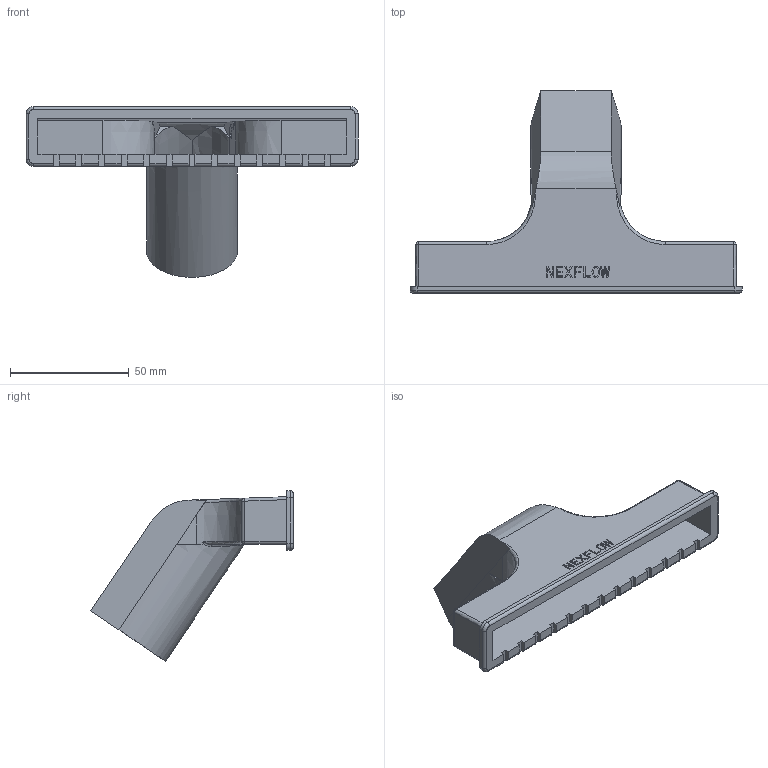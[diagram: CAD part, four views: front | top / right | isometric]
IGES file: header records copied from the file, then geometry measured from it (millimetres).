
Start section: START RECORD GO HERE.
Global section: file name: RAF4.igs; native system: DASSAULT SYSTEMES CATIA V5 R20 - www.3ds.com; preprocessor: CATIA Version 5 Release 20 ; author: DESIGNENG; organization: KJNDESIGN; date: 20150314.175437; units: millimetre
Bounding box: 139.5 x 85.05 x 71.65 mm (x, y, z)
Volume: 46015.3 mm3; surface area: 34946.5 mm2
Topology: 1 solids, 1 shells, 252 faces, 702 edges, 457 vertices
Faces by surface type: plane 196, revolution 51, bspline 5
